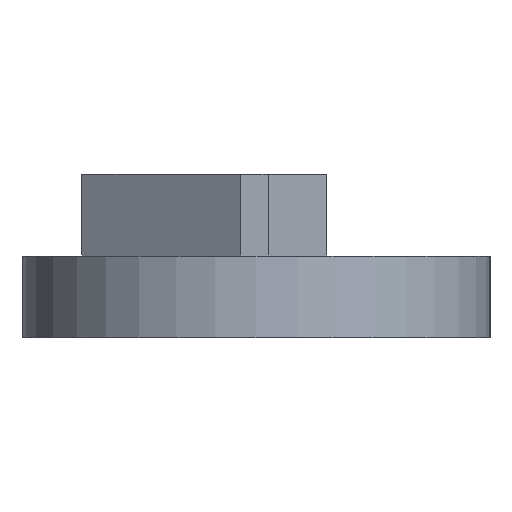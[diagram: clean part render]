
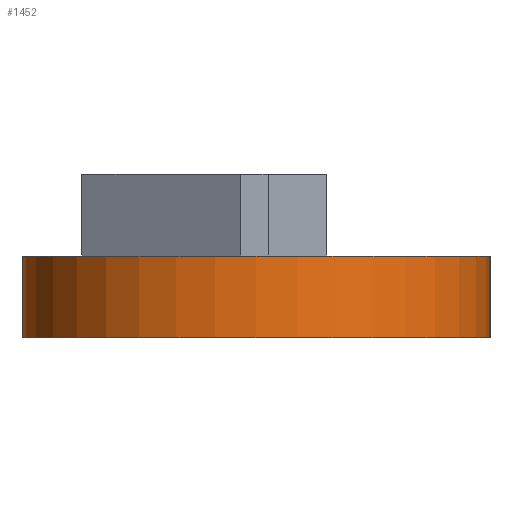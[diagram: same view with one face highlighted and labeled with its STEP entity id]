
A CAD part, left-side view. The second image highlights one B-rep face of the part: STEP entity #1452.
In plain terms, the highlighted cylindrical face has radius 2.867 mm (diameter 5.733 mm), a partial arc.
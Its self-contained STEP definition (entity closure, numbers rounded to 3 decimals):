
#49=CYLINDRICAL_SURFACE('',#1548,2.867);
#126=FACE_OUTER_BOUND('',#209,.T.);
#209=EDGE_LOOP('',(#1039,#1040,#1041,#1042));
#327=LINE('',#2137,#477);
#328=LINE('',#2141,#478);
#477=VECTOR('',#1645,10.);
#478=VECTOR('',#1650,10.);
#588=CIRCLE('',#1545,2.867);
#589=CIRCLE('',#1549,2.867);
#593=VERTEX_POINT('',#1850);
#594=VERTEX_POINT('',#1852);
#666=VERTEX_POINT('',#2135);
#667=VERTEX_POINT('',#2139);
#741=EDGE_CURVE('',#593,#594,#588,.T.);
#815=EDGE_CURVE('',#593,#666,#327,.T.);
#816=EDGE_CURVE('',#667,#666,#589,.T.);
#817=EDGE_CURVE('',#594,#667,#328,.T.);
#1039=ORIENTED_EDGE('',*,*,#741,.F.);
#1040=ORIENTED_EDGE('',*,*,#815,.T.);
#1041=ORIENTED_EDGE('',*,*,#816,.F.);
#1042=ORIENTED_EDGE('',*,*,#817,.F.);
#1452=ADVANCED_FACE('',(#126),#49,.T.);
#1545=AXIS2_PLACEMENT_3D('',#1853,#1600,#1601);
#1548=AXIS2_PLACEMENT_3D('',#2138,#1646,#1647);
#1549=AXIS2_PLACEMENT_3D('',#2140,#1648,#1649);
#1600=DIRECTION('center_axis',(0.,0.,1.));
#1601=DIRECTION('ref_axis',(1.,0.,0.));
#1645=DIRECTION('',(0.,0.,-1.));
#1646=DIRECTION('center_axis',(0.,0.,-1.));
#1647=DIRECTION('ref_axis',(-1.,0.,0.));
#1648=DIRECTION('center_axis',(0.,0.,-1.));
#1649=DIRECTION('ref_axis',(1.,0.,0.));
#1650=DIRECTION('',(0.,0.,-1.));
#1850=CARTESIAN_POINT('',(-11.683,3.733,0.));
#1852=CARTESIAN_POINT('',(-11.683,-2.,0.));
#1853=CARTESIAN_POINT('Origin',(-11.683,0.867,0.));
#2135=CARTESIAN_POINT('',(-11.683,3.733,-1.));
#2137=CARTESIAN_POINT('',(-11.683,3.733,0.));
#2138=CARTESIAN_POINT('Origin',(-11.683,0.867,0.));
#2139=CARTESIAN_POINT('',(-11.683,-2.,-1.));
#2140=CARTESIAN_POINT('Origin',(-11.683,0.867,-1.));
#2141=CARTESIAN_POINT('',(-11.683,-2.,0.));
